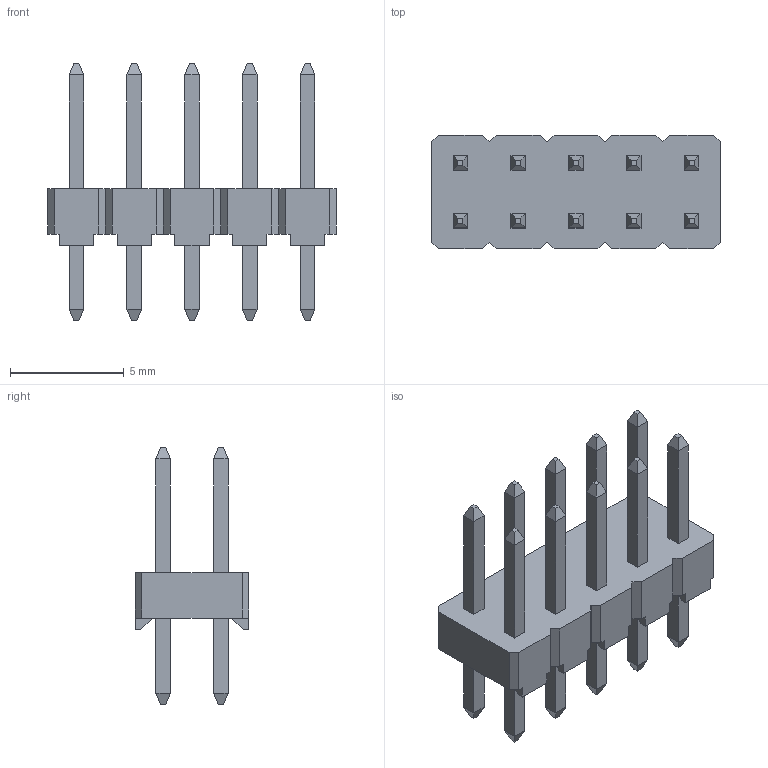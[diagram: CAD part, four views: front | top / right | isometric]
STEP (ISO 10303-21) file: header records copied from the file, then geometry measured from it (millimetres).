
FILE_DESCRIPTION(('FreeCAD Model'),'2;1');
FILE_NAME('961210-6404-XX.step', '2017-03-09T09:07:53',('kicad StepUp'),('ksu MCAD'), 'Open CASCADE STEP processor 6.8','FreeCAD','Unknown');
FILE_SCHEMA(('AUTOMOTIVE_DESIGN_CC2 { 1 2 10303 214 -1 1 5 4 }'));
Length unit declared in the file: millimetre
Products named in the file (2): ASSEMBLY; 961210-6404-XX
Assembly tree (1 placements, depth 2):
  ASSEMBLY
    961210-6404-XX
Bounding box: 12.7 x 5 x 11.3 mm (x, y, z)
Volume: 164.3 mm3; surface area: 436.4 mm2
Topology: 1 solids, 1 shells, 266 faces, 652 edges, 408 vertices
Faces by surface type: plane 266
Entity records: 7595 total; most frequent: CARTESIAN_POINT 1328, ORIENTED_EDGE 1304, DIRECTION 1188, EDGE_CURVE 652, LINE 652, VECTOR 652, VERTEX_POINT 408, FACE_BOUND 286
